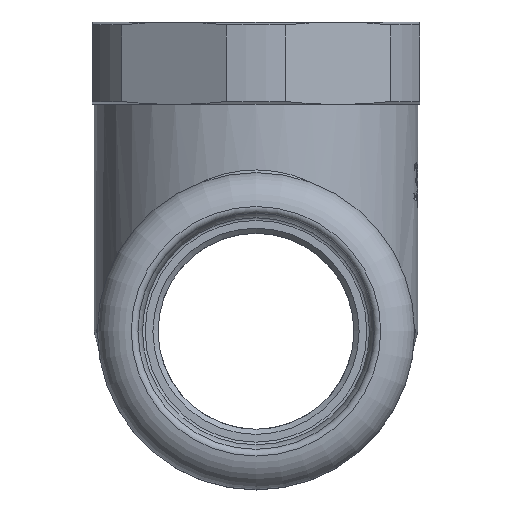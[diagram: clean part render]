
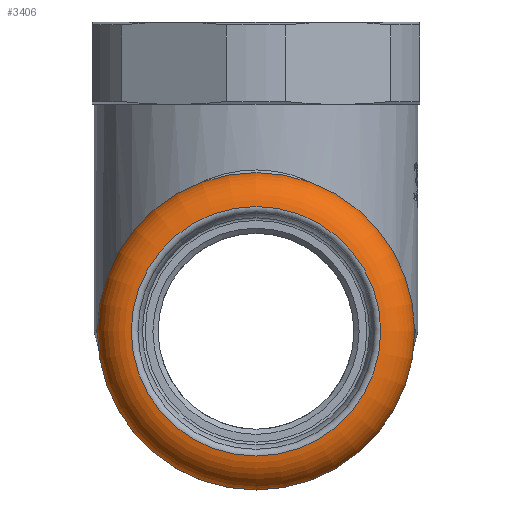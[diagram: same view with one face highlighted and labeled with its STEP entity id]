
A CAD part, left-side view. The second image highlights one B-rep face of the part: STEP entity #3406.
In plain terms, the highlighted toroidal (fillet/blend) face has major radius 11.783 mm and minor radius 3.62 mm.
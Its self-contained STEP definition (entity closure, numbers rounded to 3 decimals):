
#798=FACE_OUTER_BOUND('',#1005,.T.);
#1005=EDGE_LOOP('',(#2294,#2295,#2296,#2297,#2298,#2299));
#1233=CIRCLE('',#3646,12.103);
#1234=CIRCLE('',#3647,12.103);
#1235=CIRCLE('',#3648,3.62);
#1236=CIRCLE('',#3649,12.717);
#1237=CIRCLE('',#3650,12.717);
#1373=VERTEX_POINT('',#4611);
#1374=VERTEX_POINT('',#4612);
#1375=VERTEX_POINT('',#4615);
#1376=VERTEX_POINT('',#4617);
#1734=EDGE_CURVE('',#1373,#1374,#1233,.T.);
#1735=EDGE_CURVE('',#1374,#1373,#1234,.T.);
#1736=EDGE_CURVE('',#1374,#1375,#1235,.T.);
#1737=EDGE_CURVE('',#1376,#1375,#1236,.T.);
#1738=EDGE_CURVE('',#1375,#1376,#1237,.T.);
#2294=ORIENTED_EDGE('',*,*,#1734,.F.);
#2295=ORIENTED_EDGE('',*,*,#1735,.F.);
#2296=ORIENTED_EDGE('',*,*,#1736,.T.);
#2297=ORIENTED_EDGE('',*,*,#1737,.F.);
#2298=ORIENTED_EDGE('',*,*,#1738,.F.);
#2299=ORIENTED_EDGE('',*,*,#1736,.F.);
#3388=TOROIDAL_SURFACE('',#3645,11.783,3.62);
#3406=ADVANCED_FACE('',(#798),#3388,.T.);
#3645=AXIS2_PLACEMENT_3D('',#4610,#3925,#3926);
#3646=AXIS2_PLACEMENT_3D('',#4613,#3927,#3928);
#3647=AXIS2_PLACEMENT_3D('',#4614,#3929,#3930);
#3648=AXIS2_PLACEMENT_3D('',#4616,#3931,#3932);
#3649=AXIS2_PLACEMENT_3D('',#4618,#3933,#3934);
#3650=AXIS2_PLACEMENT_3D('',#4619,#3935,#3936);
#3925=DIRECTION('center_axis',(-1.,0.,0.));
#3926=DIRECTION('ref_axis',(0.,0.,1.));
#3927=DIRECTION('center_axis',(-1.,0.,0.));
#3928=DIRECTION('ref_axis',(0.,0.,1.));
#3929=DIRECTION('center_axis',(-1.,0.,0.));
#3930=DIRECTION('ref_axis',(0.,0.,1.));
#3931=DIRECTION('center_axis',(0.,-1.,0.));
#3932=DIRECTION('ref_axis',(0.,0.,-1.));
#3933=DIRECTION('center_axis',(1.,0.,0.));
#3934=DIRECTION('ref_axis',(0.,0.,1.));
#3935=DIRECTION('center_axis',(1.,0.,0.));
#3936=DIRECTION('ref_axis',(0.,0.,1.));
#4610=CARTESIAN_POINT('Origin',(-37.892,0.,0.));
#4611=CARTESIAN_POINT('',(-41.498,0.,12.103));
#4612=CARTESIAN_POINT('',(-41.498,0.,-12.103));
#4613=CARTESIAN_POINT('Origin',(-41.498,0.,0.));
#4614=CARTESIAN_POINT('Origin',(-41.498,0.,0.));
#4615=CARTESIAN_POINT('',(-34.395,0.,-12.717));
#4616=CARTESIAN_POINT('Origin',(-37.892,0.,
-11.783));
#4617=CARTESIAN_POINT('',(-34.395,0.,12.717));
#4618=CARTESIAN_POINT('Origin',(-34.395,0.,0.));
#4619=CARTESIAN_POINT('Origin',(-34.395,0.,0.));
